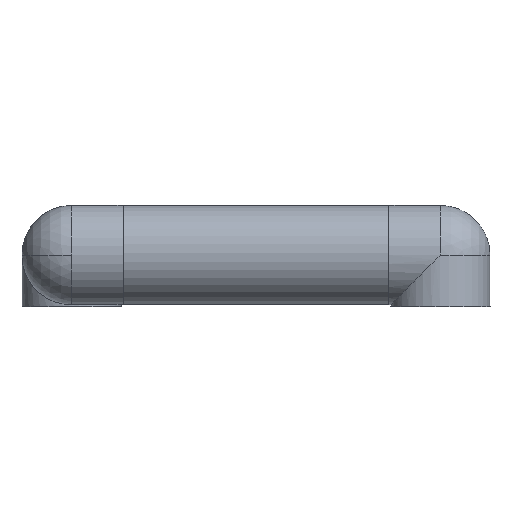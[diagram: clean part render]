
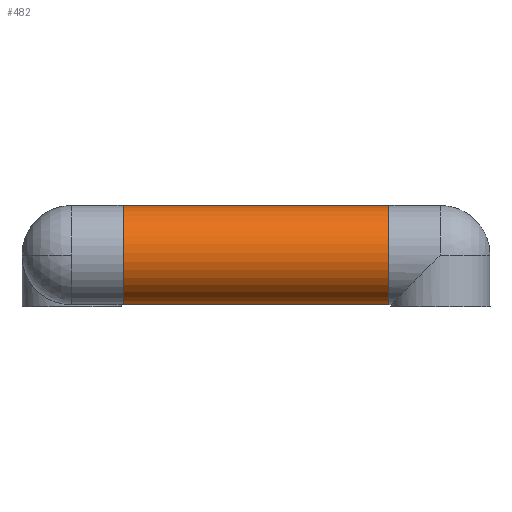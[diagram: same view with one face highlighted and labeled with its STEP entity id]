
A CAD part, front view. The second image highlights one B-rep face of the part: STEP entity #482.
In plain terms, the highlighted cylindrical face has radius 28 mm (diameter 56 mm), a full revolution.
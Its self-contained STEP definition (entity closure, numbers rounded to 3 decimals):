
#482 = ADVANCED_FACE('',(#483),#497,.T.);
#483 = FACE_BOUND('',#484,.F.);
#484 = EDGE_LOOP('',(#485,#515,#542,#543));
#485 = ORIENTED_EDGE('',*,*,#486,.T.);
#486 = EDGE_CURVE('',#487,#489,#491,.T.);
#487 = VERTEX_POINT('',#488);
#488 = CARTESIAN_POINT('',(179.,-435.752,
    24.281));
#489 = VERTEX_POINT('',#490);
#490 = CARTESIAN_POINT('',(29.,-435.752,
    24.281));
#491 = SEAM_CURVE('',#492,(#496,#508),.PCURVE_S1.);
#492 = LINE('',#493,#494);
#493 = CARTESIAN_POINT('',(179.,-435.752,
    24.281));
#494 = VECTOR('',#495,1.);
#495 = DIRECTION('',(-1.,0.,0.));
#496 = PCURVE('',#497,#502);
#497 = CYLINDRICAL_SURFACE('',#498,28.);
#498 = AXIS2_PLACEMENT_3D('',#499,#500,#501);
#499 = CARTESIAN_POINT('',(179.,-408.,
    28.));
#500 = DIRECTION('',(1.,0.,0.));
#501 = DIRECTION('',(0.,-0.991,-0.133)
  );
#502 = DEFINITIONAL_REPRESENTATION('',(#503),#507);
#503 = LINE('',#504,#505);
#504 = CARTESIAN_POINT('',(-0.,0.));
#505 = VECTOR('',#506,1.);
#506 = DIRECTION('',(-0.,-1.));
#507 = ( GEOMETRIC_REPRESENTATION_CONTEXT(2) 
PARAMETRIC_REPRESENTATION_CONTEXT() REPRESENTATION_CONTEXT('2D SPACE',''
  ) );
#508 = PCURVE('',#497,#509);
#509 = DEFINITIONAL_REPRESENTATION('',(#510),#514);
#510 = LINE('',#511,#512);
#511 = CARTESIAN_POINT('',(-6.283,0.));
#512 = VECTOR('',#513,1.);
#513 = DIRECTION('',(-0.,-1.));
#514 = ( GEOMETRIC_REPRESENTATION_CONTEXT(2) 
PARAMETRIC_REPRESENTATION_CONTEXT() REPRESENTATION_CONTEXT('2D SPACE',''
  ) );
#515 = ORIENTED_EDGE('',*,*,#516,.T.);
#516 = EDGE_CURVE('',#489,#489,#517,.T.);
#517 = SURFACE_CURVE('',#518,(#523,#530),.PCURVE_S1.);
#518 = CIRCLE('',#519,28.);
#519 = AXIS2_PLACEMENT_3D('',#520,#521,#522);
#520 = CARTESIAN_POINT('',(29.,-408.,
    28.));
#521 = DIRECTION('',(-1.,0.,0.));
#522 = DIRECTION('',(0.,-0.991,-0.133)
  );
#523 = PCURVE('',#497,#524);
#524 = DEFINITIONAL_REPRESENTATION('',(#525),#529);
#525 = LINE('',#526,#527);
#526 = CARTESIAN_POINT('',(-0.,-150.));
#527 = VECTOR('',#528,1.);
#528 = DIRECTION('',(-1.,0.));
#529 = ( GEOMETRIC_REPRESENTATION_CONTEXT(2) 
PARAMETRIC_REPRESENTATION_CONTEXT() REPRESENTATION_CONTEXT('2D SPACE',''
  ) );
#530 = PCURVE('',#531,#536);
#531 = PLANE('',#532);
#532 = AXIS2_PLACEMENT_3D('',#533,#534,#535);
#533 = CARTESIAN_POINT('',(29.,-408.,
    28.));
#534 = DIRECTION('',(-1.,0.,0.));
#535 = DIRECTION('',(0.,-0.991,-0.133)
  );
#536 = DEFINITIONAL_REPRESENTATION('',(#537),#541);
#537 = CIRCLE('',#538,28.);
#538 = AXIS2_PLACEMENT_2D('',#539,#540);
#539 = CARTESIAN_POINT('',(0.,0.));
#540 = DIRECTION('',(1.,0.));
#541 = ( GEOMETRIC_REPRESENTATION_CONTEXT(2) 
PARAMETRIC_REPRESENTATION_CONTEXT() REPRESENTATION_CONTEXT('2D SPACE',''
  ) );
#542 = ORIENTED_EDGE('',*,*,#486,.F.);
#543 = ORIENTED_EDGE('',*,*,#544,.F.);
#544 = EDGE_CURVE('',#487,#487,#545,.T.);
#545 = SURFACE_CURVE('',#546,(#551,#558),.PCURVE_S1.);
#546 = CIRCLE('',#547,28.);
#547 = AXIS2_PLACEMENT_3D('',#548,#549,#550);
#548 = CARTESIAN_POINT('',(179.,-408.,
    28.));
#549 = DIRECTION('',(-1.,0.,0.));
#550 = DIRECTION('',(0.,-0.991,-0.133)
  );
#551 = PCURVE('',#497,#552);
#552 = DEFINITIONAL_REPRESENTATION('',(#553),#557);
#553 = LINE('',#554,#555);
#554 = CARTESIAN_POINT('',(-0.,0.));
#555 = VECTOR('',#556,1.);
#556 = DIRECTION('',(-1.,0.));
#557 = ( GEOMETRIC_REPRESENTATION_CONTEXT(2) 
PARAMETRIC_REPRESENTATION_CONTEXT() REPRESENTATION_CONTEXT('2D SPACE',''
  ) );
#558 = PCURVE('',#559,#564);
#559 = PLANE('',#560);
#560 = AXIS2_PLACEMENT_3D('',#561,#562,#563);
#561 = CARTESIAN_POINT('',(179.,-408.,
    28.));
#562 = DIRECTION('',(-1.,0.,0.));
#563 = DIRECTION('',(0.,-0.991,-0.133)
  );
#564 = DEFINITIONAL_REPRESENTATION('',(#565),#569);
#565 = CIRCLE('',#566,28.);
#566 = AXIS2_PLACEMENT_2D('',#567,#568);
#567 = CARTESIAN_POINT('',(0.,0.));
#568 = DIRECTION('',(1.,0.));
#569 = ( GEOMETRIC_REPRESENTATION_CONTEXT(2) 
PARAMETRIC_REPRESENTATION_CONTEXT() REPRESENTATION_CONTEXT('2D SPACE',''
  ) );
